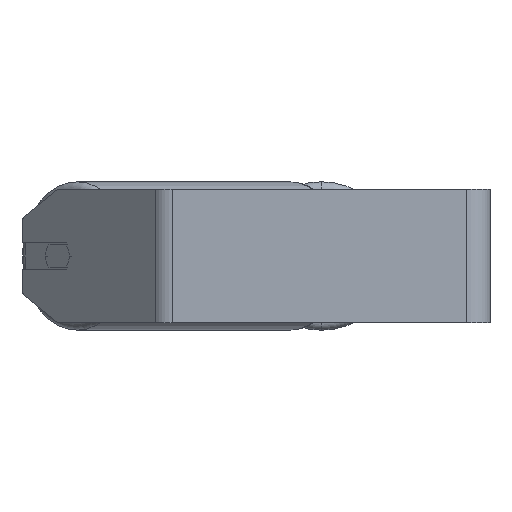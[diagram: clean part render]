
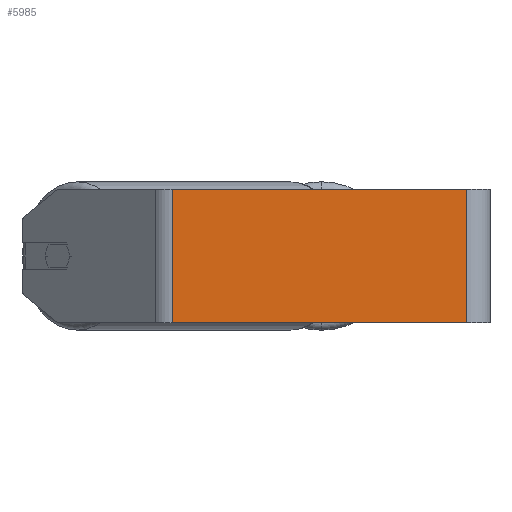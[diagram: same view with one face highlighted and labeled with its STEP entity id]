
A CAD part, left-side view. The second image highlights one B-rep face of the part: STEP entity #5985.
In plain terms, the highlighted planar face has unit normal (-1, 0, 0).
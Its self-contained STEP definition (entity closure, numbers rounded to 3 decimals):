
#387 = PLANE ( 'NONE',  #4038 ) ;
#640 = LINE ( 'NONE', #5329, #4023 ) ;
#1133 = EDGE_CURVE ( 'NONE', #7778, #3701, #5520, .T. ) ;
#1188 = DIRECTION ( 'NONE',  ( 0., 0., -1. ) ) ;
#1221 = EDGE_CURVE ( 'NONE', #3701, #1678, #640, .T. ) ;
#1664 = CARTESIAN_POINT ( 'NONE',  ( -340., 14., -40. ) ) ;
#1678 = VERTEX_POINT ( 'NONE', #1664 ) ;
#1787 = CARTESIAN_POINT ( 'NONE',  ( -340., 14., 40. ) ) ;
#2284 = DIRECTION ( 'NONE',  ( 0., 0., -1. ) ) ;
#2842 = ORIENTED_EDGE ( 'NONE', *, *, #6439, .F. ) ;
#2923 = ORIENTED_EDGE ( 'NONE', *, *, #1133, .T. ) ;
#2996 = CARTESIAN_POINT ( 'NONE',  ( -340., 196.299, 40. ) ) ;
#3018 = CARTESIAN_POINT ( 'NONE',  ( -340., 14., 40. ) ) ;
#3031 = LINE ( 'NONE', #3076, #5291 ) ;
#3076 = CARTESIAN_POINT ( 'NONE',  ( -340., 196.299, 40. ) ) ;
#3486 = VECTOR ( 'NONE', #2284, 1000. ) ;
#3581 = VERTEX_POINT ( 'NONE', #3018 ) ;
#3701 = VERTEX_POINT ( 'NONE', #5480 ) ;
#3834 = CARTESIAN_POINT ( 'NONE',  ( -340., 190.5, 40. ) ) ;
#3994 = ORIENTED_EDGE ( 'NONE', *, *, #1221, .T. ) ;
#4023 = VECTOR ( 'NONE', #5202, 1000. ) ;
#4038 = AXIS2_PLACEMENT_3D ( 'NONE', #2996, #8185, #4729 ) ;
#4729 = DIRECTION ( 'NONE',  ( 0., 0., -1. ) ) ;
#5202 = DIRECTION ( 'NONE',  ( 0., -1., 0. ) ) ;
#5291 = VECTOR ( 'NONE', #7514, 1000. ) ;
#5329 = CARTESIAN_POINT ( 'NONE',  ( -340., 196.299, -40. ) ) ;
#5480 = CARTESIAN_POINT ( 'NONE',  ( -340., 190.5, -40. ) ) ;
#5520 = LINE ( 'NONE', #8118, #3486 ) ;
#5667 = LINE ( 'NONE', #1787, #6367 ) ;
#5985 = ADVANCED_FACE ( 'NONE', ( #6781 ), #387, .F. ) ;
#6367 = VECTOR ( 'NONE', #1188, 1000. ) ;
#6439 = EDGE_CURVE ( 'NONE', #3581, #1678, #5667, .T. ) ;
#6543 = ORIENTED_EDGE ( 'NONE', *, *, #7633, .F. ) ;
#6781 = FACE_OUTER_BOUND ( 'NONE', #7327, .T. ) ;
#7327 = EDGE_LOOP ( 'NONE', ( #3994, #2842, #6543, #2923 ) ) ;
#7514 = DIRECTION ( 'NONE',  ( 0., -1., 0. ) ) ;
#7633 = EDGE_CURVE ( 'NONE', #7778, #3581, #3031, .T. ) ;
#7778 = VERTEX_POINT ( 'NONE', #3834 ) ;
#8118 = CARTESIAN_POINT ( 'NONE',  ( -340., 190.5, 40. ) ) ;
#8185 = DIRECTION ( 'NONE',  ( 1., 0., 0. ) ) ;
